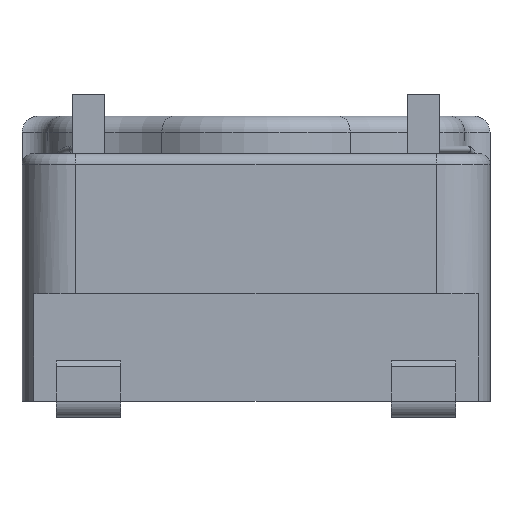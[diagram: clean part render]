
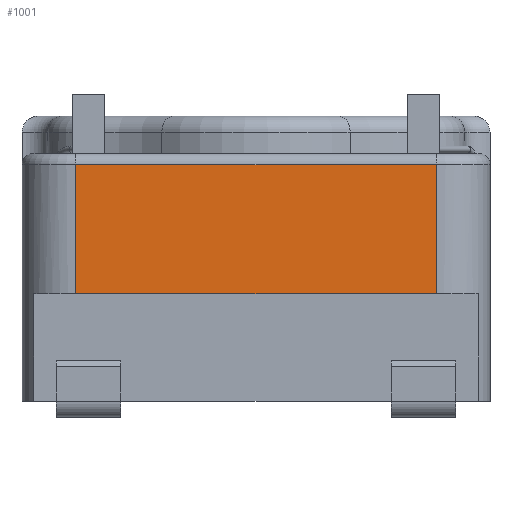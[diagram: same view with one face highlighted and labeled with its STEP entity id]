
A CAD part, front view. The second image highlights one B-rep face of the part: STEP entity #1001.
In plain terms, the highlighted planar face has unit normal (0, -1, 0).
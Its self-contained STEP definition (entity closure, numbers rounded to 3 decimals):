
#1001 = ADVANCED_FACE( '', ( #2587 ), #2588, .T. );
#2587 = FACE_OUTER_BOUND( '', #7274, .T. );
#2588 = PLANE( '', #7275 );
#7274 = EDGE_LOOP( '', ( #21589, #21590, #21591, #21592 ) );
#7275 = AXIS2_PLACEMENT_3D( '', #21593, #21594, #21595 );
#21589 = ORIENTED_EDGE( '', *, *, #26123, .F. );
#21590 = ORIENTED_EDGE( '', *, *, #26124, .F. );
#21591 = ORIENTED_EDGE( '', *, *, #26125, .T. );
#21592 = ORIENTED_EDGE( '', *, *, #26126, .T. );
#21593 = CARTESIAN_POINT( '', ( 3.35, -5., 4.6 ) );
#21594 = DIRECTION( '', ( 0., -1., 0. ) );
#21595 = DIRECTION( '', ( 1., 0., 0. ) );
#26123 = EDGE_CURVE( '', #28190, #28191, #28192, .T. );
#26124 = EDGE_CURVE( '', #28193, #28190, #28194, .T. );
#26125 = EDGE_CURVE( '', #28193, #28195, #28196, .T. );
#26126 = EDGE_CURVE( '', #28195, #28191, #28197, .T. );
#28190 = VERTEX_POINT( '', #31325 );
#28191 = VERTEX_POINT( '', #31326 );
#28192 = LINE( '', #31327, #31328 );
#28193 = VERTEX_POINT( '', #31329 );
#28194 = LINE( '', #31330, #31331 );
#28195 = VERTEX_POINT( '', #31332 );
#28196 = LINE( '', #31333, #31334 );
#28197 = LINE( '', #31335, #31336 );
#31325 = CARTESIAN_POINT( '', ( 3.35, -5., 2. ) );
#31326 = CARTESIAN_POINT( '', ( -3.35, -5., 2. ) );
#31327 = CARTESIAN_POINT( '', ( 4.35, -5., 2. ) );
#31328 = VECTOR( '', #34375, 1000. );
#31329 = CARTESIAN_POINT( '', ( 3.35, -5., 4.4 ) );
#31330 = CARTESIAN_POINT( '', ( 3.35, -5., 4.6 ) );
#31331 = VECTOR( '', #34376, 1000. );
#31332 = CARTESIAN_POINT( '', ( -3.35, -5., 4.4 ) );
#31333 = CARTESIAN_POINT( '', ( 3.35, -5., 4.4 ) );
#31334 = VECTOR( '', #34377, 1000. );
#31335 = CARTESIAN_POINT( '', ( -3.35, -5., 4.6 ) );
#31336 = VECTOR( '', #34378, 1000. );
#34375 = DIRECTION( '', ( -1., 0., 0. ) );
#34376 = DIRECTION( '', ( 0., 0., -1. ) );
#34377 = DIRECTION( '', ( -1., 0., 0. ) );
#34378 = DIRECTION( '', ( 0., 0., -1. ) );
